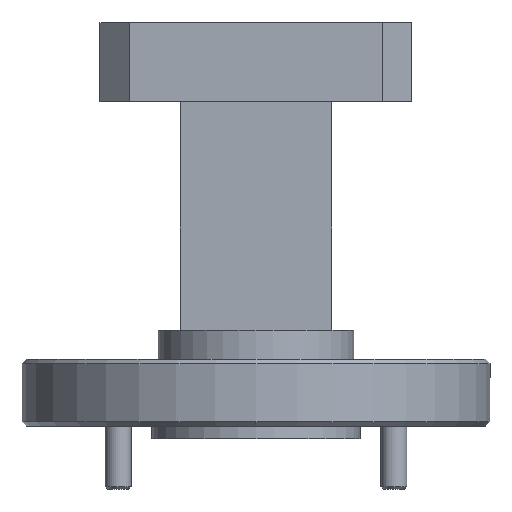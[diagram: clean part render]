
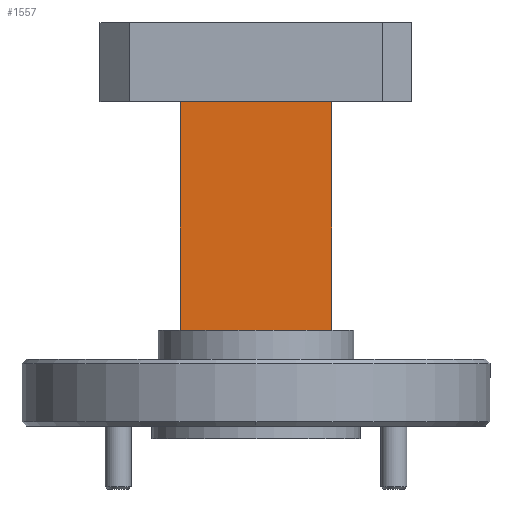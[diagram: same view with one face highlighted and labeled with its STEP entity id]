
A CAD part, front view. The second image highlights one B-rep face of the part: STEP entity #1557.
In plain terms, the highlighted planar face has unit normal (0, -1, 0).
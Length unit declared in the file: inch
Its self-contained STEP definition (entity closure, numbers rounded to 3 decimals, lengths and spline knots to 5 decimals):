
#38 = EDGE_CURVE ( 'NONE', #2687, #1445, #89, .T. ) ;
#67 = VECTOR ( 'NONE', #2299, 39.37008 ) ;
#89 = LINE ( 'NONE', #1473, #1967 ) ;
#245 = FACE_OUTER_BOUND ( 'NONE', #585, .T. ) ;
#317 = CARTESIAN_POINT ( 'NONE',  ( 0.48988, 0.80171, 0.96068 ) ) ;
#450 = PLANE ( 'NONE',  #2242 ) ;
#573 = ORIENTED_EDGE ( 'NONE', *, *, #2362, .F. ) ;
#577 = LINE ( 'NONE', #1745, #67 ) ;
#585 = EDGE_LOOP ( 'NONE', ( #573, #633, #1354, #1047 ) ) ;
#633 = ORIENTED_EDGE ( 'NONE', *, *, #1374, .F. ) ;
#689 = VERTEX_POINT ( 'NONE', #317 ) ;
#708 = CARTESIAN_POINT ( 'NONE',  ( 0.48988, 0.80171, 1.51068 ) ) ;
#830 = LINE ( 'NONE', #979, #1622 ) ;
#882 = DIRECTION ( 'NONE',  ( 0., 1., 0. ) ) ;
#959 = EDGE_CURVE ( 'NONE', #689, #1445, #830, .T. ) ;
#979 = CARTESIAN_POINT ( 'NONE',  ( 0.30738, 0.80171, 0.96068 ) ) ;
#1045 = VERTEX_POINT ( 'NONE', #1913 ) ;
#1047 = ORIENTED_EDGE ( 'NONE', *, *, #959, .F. ) ;
#1100 = DIRECTION ( 'NONE',  ( 0., 0., 1. ) ) ;
#1108 = CARTESIAN_POINT ( 'NONE',  ( 0.12488, 0.80171, 1.51068 ) ) ;
#1322 = CARTESIAN_POINT ( 'NONE',  ( 0.12488, 0.80171, 1.51068 ) ) ;
#1354 = ORIENTED_EDGE ( 'NONE', *, *, #38, .T. ) ;
#1374 = EDGE_CURVE ( 'NONE', #2687, #1045, #577, .T. ) ;
#1423 = CARTESIAN_POINT ( 'NONE',  ( 0.12488, 0.80171, 0.96068 ) ) ;
#1445 = VERTEX_POINT ( 'NONE', #1423 ) ;
#1473 = CARTESIAN_POINT ( 'NONE',  ( 0.12488, 0.80171, 1.51068 ) ) ;
#1484 = DIRECTION ( 'NONE',  ( 0., 0., -1. ) ) ;
#1557 = ADVANCED_FACE ( 'NONE', ( #245 ), #450, .F. ) ;
#1567 = LINE ( 'NONE', #708, #1629 ) ;
#1622 = VECTOR ( 'NONE', #2507, 39.37008 ) ;
#1629 = VECTOR ( 'NONE', #2221, 39.37008 ) ;
#1745 = CARTESIAN_POINT ( 'NONE',  ( 0.12488, 0.80171, 1.51068 ) ) ;
#1913 = CARTESIAN_POINT ( 'NONE',  ( 0.48988, 0.80171, 1.51068 ) ) ;
#1967 = VECTOR ( 'NONE', #1484, 39.37008 ) ;
#2221 = DIRECTION ( 'NONE',  ( 0., 0., -1. ) ) ;
#2242 = AXIS2_PLACEMENT_3D ( 'NONE', #1322, #882, #1100 ) ;
#2299 = DIRECTION ( 'NONE',  ( 1., 0., 0. ) ) ;
#2362 = EDGE_CURVE ( 'NONE', #1045, #689, #1567, .T. ) ;
#2507 = DIRECTION ( 'NONE',  ( -1., 0., 0. ) ) ;
#2687 = VERTEX_POINT ( 'NONE', #1108 ) ;
